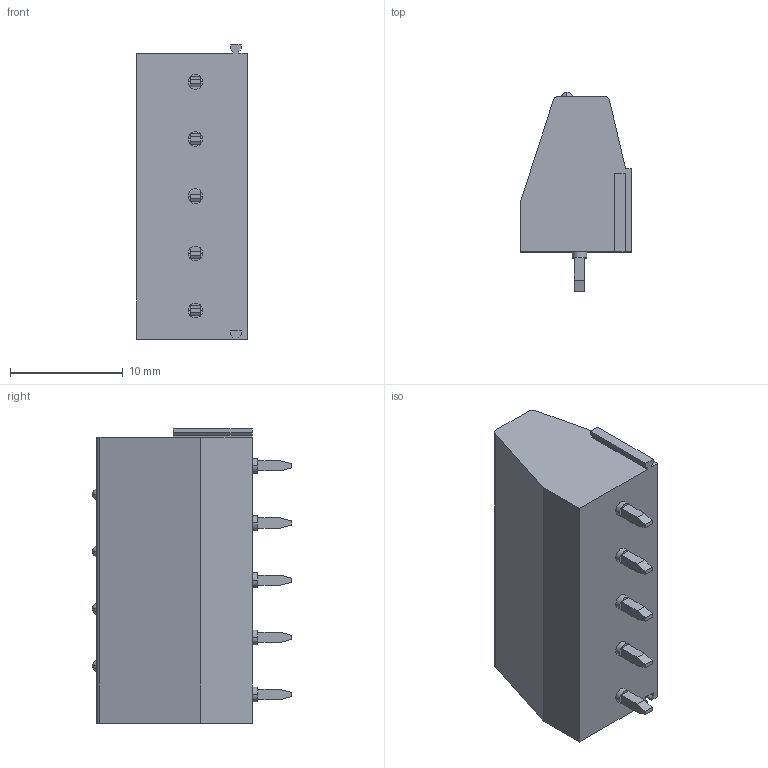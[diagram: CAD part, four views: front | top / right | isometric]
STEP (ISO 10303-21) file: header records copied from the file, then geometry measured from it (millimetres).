
FILE_DESCRIPTION(('SolidDesigner STEP Export'),'2;1');
FILE_NAME('mkds_1.5-5-5.08.stp','2002-07-19T 9:22:54',(''),(''),'SolidDesigner STEP processor Version: 7.0(Mar 1999)for AP214(CD)(Solid Model)','CoCreate SolidDesigner: 09.01 27-May-2001(C) CoCreate Software GmbH','');
FILE_SCHEMA(('AUTOMOTIVE_DESIGN_CC2 {1 2 10303 214 -1 1 5 1}'));
Length unit declared in the file: millimetre
Products named in the file (2): mkds_1.5-5-5.08
Assembly tree (1 placements, depth 2):
  mkds_1.5-5-5.08
    mkds_1.5-5-5.08
Bounding box: 9.8 x 17.7 x 26.14 mm (x, y, z)
Volume: 2699.9 mm3; surface area: 1756.8 mm2
Topology: 1 solids, 1 shells, 272 faces, 667 edges, 425 vertices
Faces by surface type: plane 202, cylinder 54, sphere 16
Entity records: 9311 total; most frequent: ORIENTED_EDGE 1334, CARTESIAN_POINT 1185, DIRECTION 1089, EDGE_CURVE 667, VECTOR 431, LINE 431, VERTEX_POINT 425, AXIS2_PLACEMENT_3D 329
